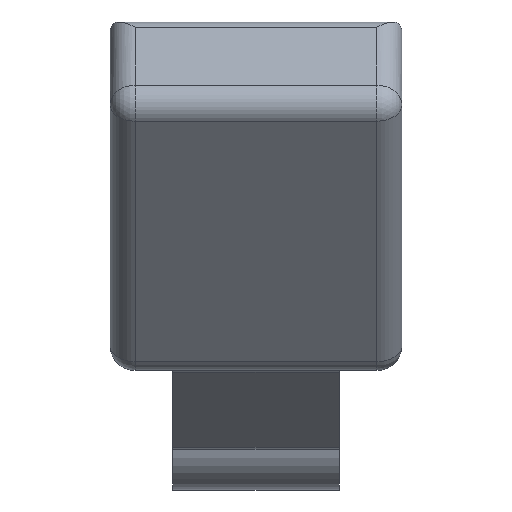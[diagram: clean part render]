
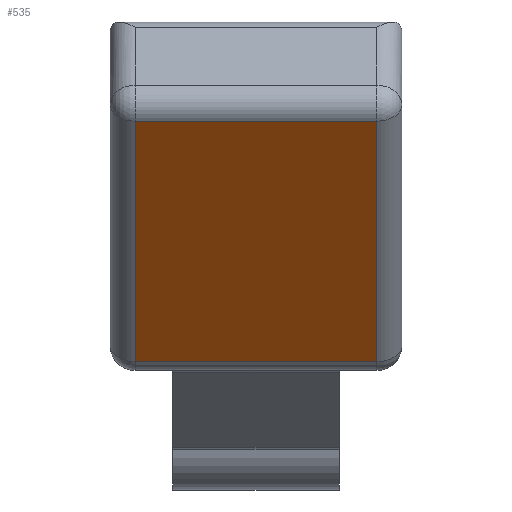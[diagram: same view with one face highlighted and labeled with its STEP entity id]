
A CAD part, top view. The second image highlights one B-rep face of the part: STEP entity #535.
In plain terms, the highlighted planar face has unit normal (0, -0.651, 0.759).
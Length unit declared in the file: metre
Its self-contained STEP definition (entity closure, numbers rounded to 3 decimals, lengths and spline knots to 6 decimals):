
#124=ORIENTED_EDGE('',*,*,#252,.T.);
#125=ORIENTED_EDGE('',*,*,#253,.T.);
#126=ORIENTED_EDGE('',*,*,#254,.T.);
#127=ORIENTED_EDGE('',*,*,#255,.T.);
#252=EDGE_CURVE('',#317,#318,#367,.F.);
#253=EDGE_CURVE('',#318,#319,#368,.T.);
#254=EDGE_CURVE('',#319,#320,#369,.T.);
#255=EDGE_CURVE('',#320,#317,#370,.F.);
#317=VERTEX_POINT('',#886);
#318=VERTEX_POINT('',#887);
#319=VERTEX_POINT('',#889);
#320=VERTEX_POINT('',#891);
#367=LINE('',#885,#418);
#368=LINE('',#888,#419);
#369=LINE('',#890,#420);
#370=LINE('',#892,#421);
#418=VECTOR('',#710,1.);
#419=VECTOR('',#711,1.);
#420=VECTOR('',#712,1.);
#421=VECTOR('',#713,1.);
#452=EDGE_LOOP('',(#124,#125,#126,#127));
#487=FACE_BOUND('',#452,.T.);
#516=PLANE('',#590);
#535=ADVANCED_FACE('',(#487),#516,.F.);
#590=AXIS2_PLACEMENT_3D('',#884,#708,#709);
#708=DIRECTION('',(0.,0.651,-0.759));
#709=DIRECTION('',(0.,0.759,0.651));
#710=DIRECTION('',(0.,0.759,0.651));
#711=DIRECTION('',(1.,0.,0.));
#712=DIRECTION('',(0.,0.759,0.651));
#713=DIRECTION('',(1.,0.,0.));
#884=CARTESIAN_POINT('',(0.065658,-0.048536,0.048826));
#885=CARTESIAN_POINT('',(0.067158,-0.048536,0.048826));
#886=CARTESIAN_POINT('',(0.067158,-0.036245,0.059363));
#887=CARTESIAN_POINT('',(0.067158,-0.050655,0.04701));
#888=CARTESIAN_POINT('',(0.065658,-0.050655,0.04701));
#889=CARTESIAN_POINT('',(0.081658,-0.050655,0.04701));
#890=CARTESIAN_POINT('',(0.081658,-0.035064,0.060376));
#891=CARTESIAN_POINT('',(0.081658,-0.036245,0.059363));
#892=CARTESIAN_POINT('',(0.065658,-0.036245,0.059363));
